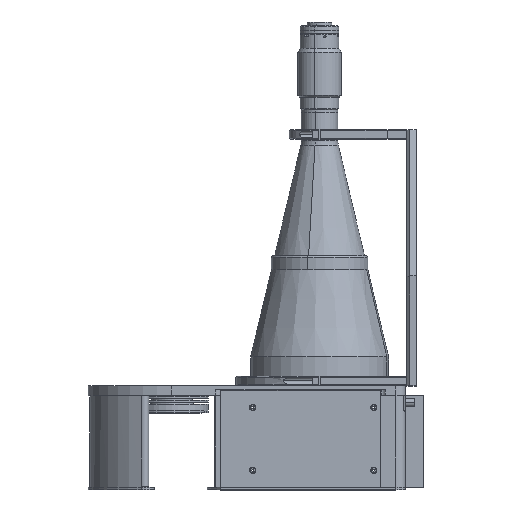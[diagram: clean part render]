
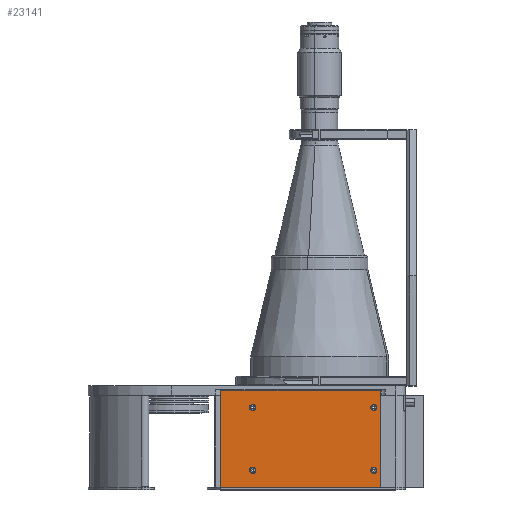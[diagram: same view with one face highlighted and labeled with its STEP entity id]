
A CAD part, top view. The second image highlights one B-rep face of the part: STEP entity #23141.
In plain terms, the highlighted planar face has unit normal (0, 0, 1).
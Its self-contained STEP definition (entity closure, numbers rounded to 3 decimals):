
#77 = DIRECTION ( 'NONE',  ( 0., 0., 1. ) ) ;
#327 = ORIENTED_EDGE ( 'NONE', *, *, #4411, .F. ) ;
#442 = EDGE_CURVE ( 'NONE', #27734, #32468, #7227, .T. ) ;
#850 = ORIENTED_EDGE ( 'NONE', *, *, #13242, .F. ) ;
#867 = EDGE_LOOP ( 'NONE', ( #8794, #6510 ) ) ;
#1032 = VERTEX_POINT ( 'NONE', #23227 ) ;
#1220 = CIRCLE ( 'NONE', #21078, 3.25 ) ;
#1982 = EDGE_CURVE ( 'NONE', #4111, #12571, #19529, .T. ) ;
#2032 = DIRECTION ( 'NONE',  ( 0., 1., 0. ) ) ;
#2303 = EDGE_LOOP ( 'NONE', ( #327, #23005 ) ) ;
#2702 = EDGE_CURVE ( 'NONE', #12571, #19441, #16083, .T. ) ;
#2731 = DIRECTION ( 'NONE',  ( 0., 1., 0. ) ) ;
#2771 = VECTOR ( 'NONE', #35059, 1000. ) ;
#3854 = CIRCLE ( 'NONE', #31607, 3.25 ) ;
#4109 = CARTESIAN_POINT ( 'NONE',  ( -142.489, -165.019, 89.524 ) ) ;
#4111 = VERTEX_POINT ( 'NONE', #34077 ) ;
#4191 = EDGE_LOOP ( 'NONE', ( #20683, #24759 ) ) ;
#4411 = EDGE_CURVE ( 'NONE', #1032, #15322, #5022, .T. ) ;
#4715 = CARTESIAN_POINT ( 'NONE',  ( -17.312, -165.019, 89.524 ) ) ;
#5022 = CIRCLE ( 'NONE', #17491, 3.25 ) ;
#5139 = DIRECTION ( 'NONE',  ( 0., 0., 1. ) ) ;
#6054 = VERTEX_POINT ( 'NONE', #28831 ) ;
#6505 = VERTEX_POINT ( 'NONE', #32504 ) ;
#6510 = ORIENTED_EDGE ( 'NONE', *, *, #442, .F. ) ;
#6652 = CARTESIAN_POINT ( 'NONE',  ( -142.489, -165.019, 89.524 ) ) ;
#6660 = CARTESIAN_POINT ( 'NONE',  ( -10.489, -182.519, 89.524 ) ) ;
#6878 = CIRCLE ( 'NONE', #28499, 3.25 ) ;
#7227 = CIRCLE ( 'NONE', #18006, 3.25 ) ;
#7288 = CARTESIAN_POINT ( 'NONE',  ( -17.312, -103.269, 89.524 ) ) ;
#7369 = EDGE_CURVE ( 'NONE', #15322, #1032, #32539, .T. ) ;
#7401 = FACE_BOUND ( 'NONE', #4191, .T. ) ;
#7581 = FACE_BOUND ( 'NONE', #2303, .T. ) ;
#7592 = CARTESIAN_POINT ( 'NONE',  ( -175.489, -82.519, 89.524 ) ) ;
#7664 = VERTEX_POINT ( 'NONE', #7288 ) ;
#7771 = DIRECTION ( 'NONE',  ( -1., 0., 0. ) ) ;
#8794 = ORIENTED_EDGE ( 'NONE', *, *, #16977, .F. ) ;
#8841 = ORIENTED_EDGE ( 'NONE', *, *, #2702, .F. ) ;
#9882 = DIRECTION ( 'NONE',  ( 0., 0., 1. ) ) ;
#11019 = EDGE_LOOP ( 'NONE', ( #12894, #8841, #25398, #11741 ) ) ;
#11054 = EDGE_CURVE ( 'NONE', #7664, #30401, #3854, .T. ) ;
#11741 = ORIENTED_EDGE ( 'NONE', *, *, #25397, .T. ) ;
#11944 = AXIS2_PLACEMENT_3D ( 'NONE', #19833, #14857, #15032 ) ;
#12386 = LINE ( 'NONE', #7592, #33463 ) ;
#12495 = CARTESIAN_POINT ( 'NONE',  ( -175.489, -82.519, 89.524 ) ) ;
#12571 = VERTEX_POINT ( 'NONE', #6660 ) ;
#12894 = ORIENTED_EDGE ( 'NONE', *, *, #25577, .T. ) ;
#13176 = AXIS2_PLACEMENT_3D ( 'NONE', #18233, #9882, #18052 ) ;
#13242 = EDGE_CURVE ( 'NONE', #30401, #7664, #6878, .T. ) ;
#14688 = CARTESIAN_POINT ( 'NONE',  ( -142.489, -168.269, 89.524 ) ) ;
#14769 = VECTOR ( 'NONE', #34854, 1000. ) ;
#14857 = DIRECTION ( 'NONE',  ( 0., 0., 1. ) ) ;
#15032 = DIRECTION ( 'NONE',  ( 0., 1., 0. ) ) ;
#15168 = CARTESIAN_POINT ( 'NONE',  ( -17.312, -100.019, 89.524 ) ) ;
#15322 = VERTEX_POINT ( 'NONE', #30796 ) ;
#15959 = DIRECTION ( 'NONE',  ( 0., 1., 0. ) ) ;
#16083 = LINE ( 'NONE', #21940, #2771 ) ;
#16185 = AXIS2_PLACEMENT_3D ( 'NONE', #6652, #25984, #33810 ) ;
#16748 = CIRCLE ( 'NONE', #16185, 3.25 ) ;
#16977 = EDGE_CURVE ( 'NONE', #32468, #27734, #16748, .T. ) ;
#17491 = AXIS2_PLACEMENT_3D ( 'NONE', #4715, #26364, #2032 ) ;
#17632 = CIRCLE ( 'NONE', #11944, 3.25 ) ;
#18006 = AXIS2_PLACEMENT_3D ( 'NONE', #4109, #19906, #28600 ) ;
#18052 = DIRECTION ( 'NONE',  ( -1., 0., 0. ) ) ;
#18194 = DIRECTION ( 'NONE',  ( 0., 0., 1. ) ) ;
#18233 = CARTESIAN_POINT ( 'NONE',  ( -175.489, -82.519, 89.524 ) ) ;
#18547 = DIRECTION ( 'NONE',  ( 0., 1., 0. ) ) ;
#18913 = VERTEX_POINT ( 'NONE', #27728 ) ;
#19005 = CARTESIAN_POINT ( 'NONE',  ( -10.489, -82.519, 89.524 ) ) ;
#19441 = VERTEX_POINT ( 'NONE', #28688 ) ;
#19496 = AXIS2_PLACEMENT_3D ( 'NONE', #29894, #77, #2731 ) ;
#19529 = LINE ( 'NONE', #19005, #27189 ) ;
#19833 = CARTESIAN_POINT ( 'NONE',  ( -142.489, -100.019, 89.524 ) ) ;
#19906 = DIRECTION ( 'NONE',  ( 0., 0., 1. ) ) ;
#20683 = ORIENTED_EDGE ( 'NONE', *, *, #22256, .F. ) ;
#21074 = PLANE ( 'NONE',  #13176 ) ;
#21078 = AXIS2_PLACEMENT_3D ( 'NONE', #21296, #5139, #15959 ) ;
#21204 = LINE ( 'NONE', #12495, #14769 ) ;
#21296 = CARTESIAN_POINT ( 'NONE',  ( -142.489, -100.019, 89.524 ) ) ;
#21846 = DIRECTION ( 'NONE',  ( 0., -1., 0. ) ) ;
#21940 = CARTESIAN_POINT ( 'NONE',  ( -175.489, -182.519, 89.524 ) ) ;
#22050 = ORIENTED_EDGE ( 'NONE', *, *, #11054, .F. ) ;
#22256 = EDGE_CURVE ( 'NONE', #6505, #6054, #17632, .T. ) ;
#22353 = CARTESIAN_POINT ( 'NONE',  ( -17.312, -96.769, 89.524 ) ) ;
#22984 = EDGE_CURVE ( 'NONE', #6054, #6505, #1220, .T. ) ;
#23005 = ORIENTED_EDGE ( 'NONE', *, *, #7369, .F. ) ;
#23141 = ADVANCED_FACE ( 'NONE', ( #7401, #31351, #26210, #7581, #34551 ), #21074, .T. ) ;
#23227 = CARTESIAN_POINT ( 'NONE',  ( -17.312, -161.769, 89.524 ) ) ;
#24539 = CARTESIAN_POINT ( 'NONE',  ( -17.312, -100.019, 89.524 ) ) ;
#24759 = ORIENTED_EDGE ( 'NONE', *, *, #22984, .F. ) ;
#25390 = EDGE_LOOP ( 'NONE', ( #850, #22050 ) ) ;
#25397 = EDGE_CURVE ( 'NONE', #4111, #18913, #12386, .T. ) ;
#25398 = ORIENTED_EDGE ( 'NONE', *, *, #1982, .F. ) ;
#25577 = EDGE_CURVE ( 'NONE', #18913, #19441, #21204, .T. ) ;
#25984 = DIRECTION ( 'NONE',  ( 0., 0., 1. ) ) ;
#26210 = FACE_BOUND ( 'NONE', #25390, .T. ) ;
#26364 = DIRECTION ( 'NONE',  ( 0., 0., 1. ) ) ;
#27189 = VECTOR ( 'NONE', #21846, 1000. ) ;
#27548 = DIRECTION ( 'NONE',  ( 0., 1., 0. ) ) ;
#27728 = CARTESIAN_POINT ( 'NONE',  ( -175.489, -82.519, 89.524 ) ) ;
#27734 = VERTEX_POINT ( 'NONE', #14688 ) ;
#28499 = AXIS2_PLACEMENT_3D ( 'NONE', #24539, #30523, #27548 ) ;
#28600 = DIRECTION ( 'NONE',  ( 0., 1., 0. ) ) ;
#28688 = CARTESIAN_POINT ( 'NONE',  ( -175.489, -182.519, 89.524 ) ) ;
#28831 = CARTESIAN_POINT ( 'NONE',  ( -142.489, -103.269, 89.524 ) ) ;
#29894 = CARTESIAN_POINT ( 'NONE',  ( -17.312, -165.019, 89.524 ) ) ;
#30358 = CARTESIAN_POINT ( 'NONE',  ( -142.489, -161.769, 89.524 ) ) ;
#30401 = VERTEX_POINT ( 'NONE', #22353 ) ;
#30523 = DIRECTION ( 'NONE',  ( 0., 0., 1. ) ) ;
#30796 = CARTESIAN_POINT ( 'NONE',  ( -17.312, -168.269, 89.524 ) ) ;
#31351 = FACE_BOUND ( 'NONE', #867, .T. ) ;
#31607 = AXIS2_PLACEMENT_3D ( 'NONE', #15168, #18194, #18547 ) ;
#32468 = VERTEX_POINT ( 'NONE', #30358 ) ;
#32504 = CARTESIAN_POINT ( 'NONE',  ( -142.489, -96.769, 89.524 ) ) ;
#32539 = CIRCLE ( 'NONE', #19496, 3.25 ) ;
#33463 = VECTOR ( 'NONE', #7771, 1000. ) ;
#33810 = DIRECTION ( 'NONE',  ( 0., 1., 0. ) ) ;
#34077 = CARTESIAN_POINT ( 'NONE',  ( -10.489, -82.519, 89.524 ) ) ;
#34551 = FACE_OUTER_BOUND ( 'NONE', #11019, .T. ) ;
#34854 = DIRECTION ( 'NONE',  ( 0., -1., 0. ) ) ;
#35059 = DIRECTION ( 'NONE',  ( -1., 0., 0. ) ) ;
